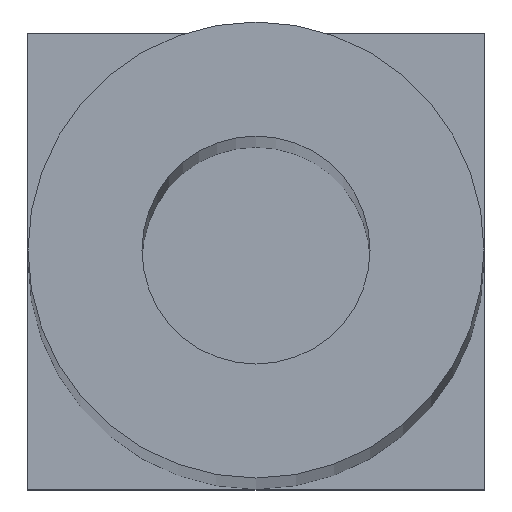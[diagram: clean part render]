
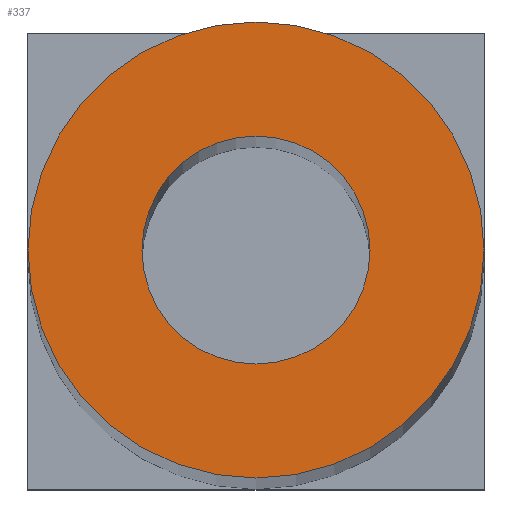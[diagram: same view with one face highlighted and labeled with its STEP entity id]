
A CAD part, top view. The second image highlights one B-rep face of the part: STEP entity #337.
In plain terms, the highlighted planar face has unit normal (0, 0, 1).
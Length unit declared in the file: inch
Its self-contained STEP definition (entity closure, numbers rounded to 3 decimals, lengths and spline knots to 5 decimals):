
#2 = CARTESIAN_POINT ( 'NONE',  ( 0.25, 0., 7. ) ) ;
#7 = AXIS2_PLACEMENT_3D ( 'NONE', #174, #49, #208 ) ;
#17 = AXIS2_PLACEMENT_3D ( 'NONE', #240, #25, #408 ) ;
#23 = EDGE_LOOP ( 'NONE', ( #93, #468 ) ) ;
#25 = DIRECTION ( 'NONE',  ( 0., 0., 1. ) ) ;
#37 = DIRECTION ( 'NONE',  ( 0., 0., 1. ) ) ;
#49 = DIRECTION ( 'NONE',  ( 0., 0., 1. ) ) ;
#93 = ORIENTED_EDGE ( 'NONE', *, *, #177, .T. ) ;
#107 = VERTEX_POINT ( 'NONE', #347 ) ;
#115 = CARTESIAN_POINT ( 'NONE',  ( 0., 0., 7. ) ) ;
#116 = FACE_BOUND ( 'NONE', #333, .T. ) ;
#121 = DIRECTION ( 'NONE',  ( 0., 0., 1. ) ) ;
#134 = ORIENTED_EDGE ( 'NONE', *, *, #168, .F. ) ;
#156 = EDGE_CURVE ( 'NONE', #522, #330, #473, .T. ) ;
#168 = EDGE_CURVE ( 'NONE', #330, #522, #259, .T. ) ;
#174 = CARTESIAN_POINT ( 'NONE',  ( 0., 0., 7. ) ) ;
#177 = EDGE_CURVE ( 'NONE', #107, #379, #188, .T. ) ;
#188 = CIRCLE ( 'NONE', #236, 0.25 ) ;
#208 = DIRECTION ( 'NONE',  ( 1., 0., 0. ) ) ;
#222 = CARTESIAN_POINT ( 'NONE',  ( 0.125, 0., 7. ) ) ;
#225 = CARTESIAN_POINT ( 'NONE',  ( 0., 0., 7. ) ) ;
#236 = AXIS2_PLACEMENT_3D ( 'NONE', #115, #37, #447 ) ;
#240 = CARTESIAN_POINT ( 'NONE',  ( 0., 0., 7. ) ) ;
#258 = DIRECTION ( 'NONE',  ( 0., 0., 1. ) ) ;
#259 = CIRCLE ( 'NONE', #335, 0.125 ) ;
#270 = CIRCLE ( 'NONE', #7, 0.25 ) ;
#330 = VERTEX_POINT ( 'NONE', #357 ) ;
#333 = EDGE_LOOP ( 'NONE', ( #134, #398 ) ) ;
#335 = AXIS2_PLACEMENT_3D ( 'NONE', #356, #121, #530 ) ;
#337 = ADVANCED_FACE ( 'NONE', ( #533, #116 ), #362, .T. ) ;
#347 = CARTESIAN_POINT ( 'NONE',  ( -0.25, 0., 7. ) ) ;
#356 = CARTESIAN_POINT ( 'NONE',  ( 0., 0., 7. ) ) ;
#357 = CARTESIAN_POINT ( 'NONE',  ( -0.125, 0., 7. ) ) ;
#362 = PLANE ( 'NONE',  #17 ) ;
#379 = VERTEX_POINT ( 'NONE', #2 ) ;
#398 = ORIENTED_EDGE ( 'NONE', *, *, #156, .F. ) ;
#408 = DIRECTION ( 'NONE',  ( 1., 0., 0. ) ) ;
#428 = DIRECTION ( 'NONE',  ( 1., 0., 0. ) ) ;
#447 = DIRECTION ( 'NONE',  ( 1., 0., 0. ) ) ;
#448 = EDGE_CURVE ( 'NONE', #379, #107, #270, .T. ) ;
#452 = AXIS2_PLACEMENT_3D ( 'NONE', #225, #258, #428 ) ;
#468 = ORIENTED_EDGE ( 'NONE', *, *, #448, .T. ) ;
#473 = CIRCLE ( 'NONE', #452, 0.125 ) ;
#522 = VERTEX_POINT ( 'NONE', #222 ) ;
#530 = DIRECTION ( 'NONE',  ( 1., 0., 0. ) ) ;
#533 = FACE_OUTER_BOUND ( 'NONE', #23, .T. ) ;
